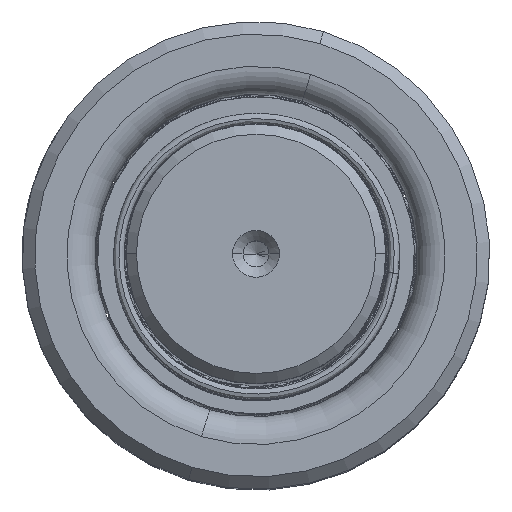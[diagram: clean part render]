
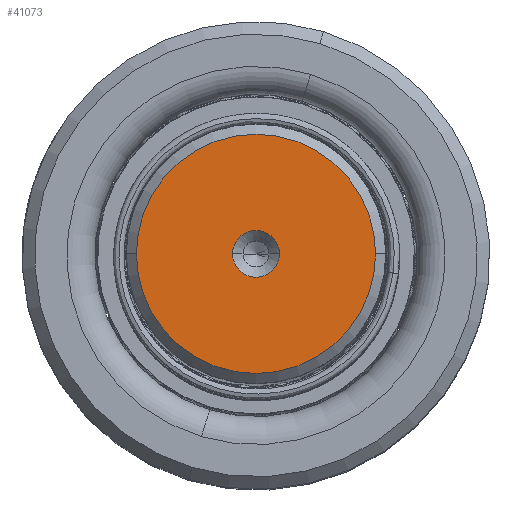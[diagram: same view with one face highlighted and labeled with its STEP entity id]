
A CAD part, top view. The second image highlights one B-rep face of the part: STEP entity #41073.
In plain terms, the highlighted planar face has unit normal (0, 0, 1).
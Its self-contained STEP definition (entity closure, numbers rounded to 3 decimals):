
#19 = CIRCLE ( 'NONE', #30454, 11.509 ) ;
#2061 = CIRCLE ( 'NONE', #26430, 11.509 ) ;
#2242 = DIRECTION ( 'NONE',  ( 1., 0., 0. ) ) ;
#2703 = VERTEX_POINT ( 'NONE', #10762 ) ;
#3707 = CARTESIAN_POINT ( 'NONE',  ( 0., 0., 150. ) ) ;
#4173 = ORIENTED_EDGE ( 'NONE', *, *, #32183, .T. ) ;
#4386 = AXIS2_PLACEMENT_3D ( 'NONE', #20874, #29015, #45328 ) ;
#7030 = AXIS2_PLACEMENT_3D ( 'NONE', #3707, #23133, #26937 ) ;
#8152 = CARTESIAN_POINT ( 'NONE',  ( 0., 0., 150. ) ) ;
#10740 = FACE_OUTER_BOUND ( 'NONE', #13817, .T. ) ;
#10762 = CARTESIAN_POINT ( 'NONE',  ( -11.509, 0., 150. ) ) ;
#12117 = DIRECTION ( 'NONE',  ( 0., 0., 1. ) ) ;
#12403 = CIRCLE ( 'NONE', #4386, 2.25 ) ;
#13248 = CARTESIAN_POINT ( 'NONE',  ( 0., 0., 150. ) ) ;
#13817 = EDGE_LOOP ( 'NONE', ( #20180, #4173 ) ) ;
#14089 = VERTEX_POINT ( 'NONE', #45720 ) ;
#14121 = CARTESIAN_POINT ( 'NONE',  ( -2.25, 0., 150. ) ) ;
#14341 = AXIS2_PLACEMENT_3D ( 'NONE', #17971, #17639, #2242 ) ;
#14933 = EDGE_CURVE ( 'NONE', #37275, #43610, #12403, .T. ) ;
#17639 = DIRECTION ( 'NONE',  ( 0., 0., 1. ) ) ;
#17971 = CARTESIAN_POINT ( 'NONE',  ( 0., 0., 150. ) ) ;
#20180 = ORIENTED_EDGE ( 'NONE', *, *, #29278, .T. ) ;
#20874 = CARTESIAN_POINT ( 'NONE',  ( 0., 0., 150. ) ) ;
#21867 = FACE_BOUND ( 'NONE', #49013, .T. ) ;
#21964 = EDGE_CURVE ( 'NONE', #43610, #37275, #42558, .T. ) ;
#23133 = DIRECTION ( 'NONE',  ( 0., 0., 1. ) ) ;
#24088 = DIRECTION ( 'NONE',  ( 1., 0., 0. ) ) ;
#26430 = AXIS2_PLACEMENT_3D ( 'NONE', #8152, #12117, #24088 ) ;
#26937 = DIRECTION ( 'NONE',  ( 1., 0., 0. ) ) ;
#28846 = DIRECTION ( 'NONE',  ( 1., 0., 0. ) ) ;
#29015 = DIRECTION ( 'NONE',  ( 0., 0., 1. ) ) ;
#29278 = EDGE_CURVE ( 'NONE', #2703, #14089, #2061, .T. ) ;
#30454 = AXIS2_PLACEMENT_3D ( 'NONE', #13248, #32681, #28846 ) ;
#32183 = EDGE_CURVE ( 'NONE', #14089, #2703, #19, .T. ) ;
#32681 = DIRECTION ( 'NONE',  ( 0., 0., 1. ) ) ;
#34233 = PLANE ( 'NONE',  #7030 ) ;
#35364 = ORIENTED_EDGE ( 'NONE', *, *, #14933, .F. ) ;
#37275 = VERTEX_POINT ( 'NONE', #39997 ) ;
#39997 = CARTESIAN_POINT ( 'NONE',  ( 2.25, 0., 150. ) ) ;
#40896 = ORIENTED_EDGE ( 'NONE', *, *, #21964, .F. ) ;
#41073 = ADVANCED_FACE ( 'NONE', ( #21867, #10740 ), #34233, .T. ) ;
#42558 = CIRCLE ( 'NONE', #14341, 2.25 ) ;
#43610 = VERTEX_POINT ( 'NONE', #14121 ) ;
#45328 = DIRECTION ( 'NONE',  ( 1., 0., 0. ) ) ;
#45720 = CARTESIAN_POINT ( 'NONE',  ( 11.509, 0., 150. ) ) ;
#49013 = EDGE_LOOP ( 'NONE', ( #35364, #40896 ) ) ;
